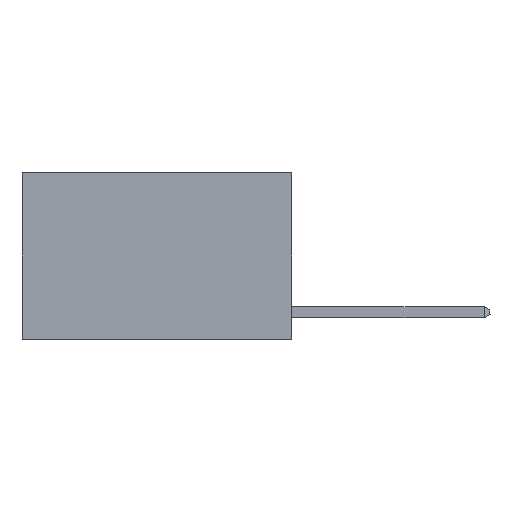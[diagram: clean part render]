
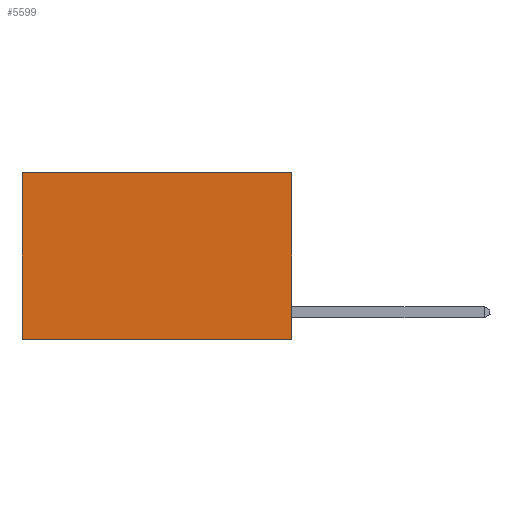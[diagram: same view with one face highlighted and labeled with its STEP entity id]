
A CAD part, left-side view. The second image highlights one B-rep face of the part: STEP entity #5599.
In plain terms, the highlighted planar face has unit normal (-1, 0, 0).
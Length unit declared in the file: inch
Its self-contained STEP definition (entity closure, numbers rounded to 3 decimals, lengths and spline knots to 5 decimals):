
#73 = DIRECTION ( 'NONE',  ( 0., 0., -1. ) ) ;
#234 = CARTESIAN_POINT ( 'NONE',  ( 0.2625, 0.6, 0. ) ) ;
#1120 = VERTEX_POINT ( 'NONE', #5526 ) ;
#1140 = VECTOR ( 'NONE', #73, 39.37008 ) ;
#1317 = LINE ( 'NONE', #5524, #1140 ) ;
#1431 = LINE ( 'NONE', #1899, #3319 ) ;
#1746 = ORIENTED_EDGE ( 'NONE', *, *, #5276, .T. ) ;
#1899 = CARTESIAN_POINT ( 'NONE',  ( 0.2625, 0.6, 0. ) ) ;
#1903 = EDGE_CURVE ( 'NONE', #1120, #5936, #1317, .T. ) ;
#2298 = VECTOR ( 'NONE', #7334, 39.37008 ) ;
#2559 = VECTOR ( 'NONE', #6045, 39.37008 ) ;
#2660 = VERTEX_POINT ( 'NONE', #6180 ) ;
#2673 = CARTESIAN_POINT ( 'NONE',  ( 0.2625, 0., 0. ) ) ;
#3319 = VECTOR ( 'NONE', #7379, 39.37008 ) ;
#3355 = ORIENTED_EDGE ( 'NONE', *, *, #6592, .F. ) ;
#3441 = EDGE_LOOP ( 'NONE', ( #4463, #3355, #7188, #1746 ) ) ;
#3620 = CARTESIAN_POINT ( 'NONE',  ( 0.2625, 0., -0.37 ) ) ;
#4240 = PLANE ( 'NONE',  #5323 ) ;
#4279 = FACE_OUTER_BOUND ( 'NONE', #3441, .T. ) ;
#4335 = LINE ( 'NONE', #3620, #2559 ) ;
#4463 = ORIENTED_EDGE ( 'NONE', *, *, #5301, .T. ) ;
#4833 = DIRECTION ( 'NONE',  ( 0., 0., -1. ) ) ;
#4878 = DIRECTION ( 'NONE',  ( 1., 0., 0. ) ) ;
#5052 = LINE ( 'NONE', #2673, #2298 ) ;
#5276 = EDGE_CURVE ( 'NONE', #1120, #5284, #5052, .T. ) ;
#5284 = VERTEX_POINT ( 'NONE', #234 ) ;
#5301 = EDGE_CURVE ( 'NONE', #5284, #2660, #1431, .T. ) ;
#5323 = AXIS2_PLACEMENT_3D ( 'NONE', #6069, #4878, #4833 ) ;
#5338 = CARTESIAN_POINT ( 'NONE',  ( 0.2625, 0., -0.37 ) ) ;
#5524 = CARTESIAN_POINT ( 'NONE',  ( 0.2625, 0., 0. ) ) ;
#5526 = CARTESIAN_POINT ( 'NONE',  ( 0.2625, 0., 0. ) ) ;
#5599 = ADVANCED_FACE ( 'NONE', ( #4279 ), #4240, .F. ) ;
#5936 = VERTEX_POINT ( 'NONE', #5338 ) ;
#6045 = DIRECTION ( 'NONE',  ( 0., 1., 0. ) ) ;
#6069 = CARTESIAN_POINT ( 'NONE',  ( 0.2625, 0., 0. ) ) ;
#6180 = CARTESIAN_POINT ( 'NONE',  ( 0.2625, 0.6, -0.37 ) ) ;
#6592 = EDGE_CURVE ( 'NONE', #5936, #2660, #4335, .T. ) ;
#7188 = ORIENTED_EDGE ( 'NONE', *, *, #1903, .F. ) ;
#7334 = DIRECTION ( 'NONE',  ( 0., 1., 0. ) ) ;
#7379 = DIRECTION ( 'NONE',  ( 0., 0., -1. ) ) ;
